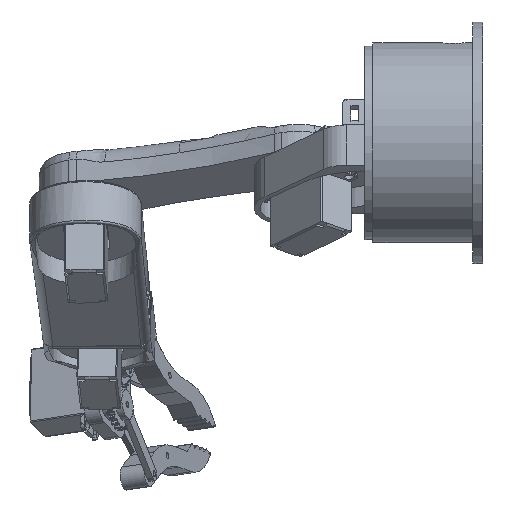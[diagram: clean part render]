
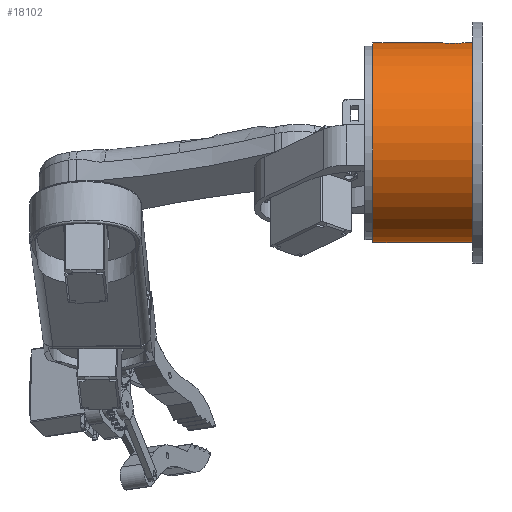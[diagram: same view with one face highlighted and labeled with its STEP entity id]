
A CAD part, left-side view. The second image highlights one B-rep face of the part: STEP entity #18102.
In plain terms, the highlighted cylindrical face has radius 50 mm (diameter 100 mm), a partial arc.
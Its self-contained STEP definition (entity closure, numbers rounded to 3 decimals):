
#177 = VERTEX_POINT ( 'NONE', #11779 ) ;
#486 = DIRECTION ( 'NONE',  ( 0., -1., 0. ) ) ;
#581 = DIRECTION ( 'NONE',  ( 0., -1., 0. ) ) ;
#971 = VERTEX_POINT ( 'NONE', #19477 ) ;
#1357 = CARTESIAN_POINT ( 'NONE',  ( -5., 15.327, 49.749 ) ) ;
#1416 = DIRECTION ( 'NONE',  ( 0., 0., 1. ) ) ;
#1519 = CARTESIAN_POINT ( 'NONE',  ( 0., 20., 50. ) ) ;
#1778 = CARTESIAN_POINT ( 'NONE',  ( -1.299, 10.161, 49.984 ) ) ;
#2068 = ORIENTED_EDGE ( 'NONE', *, *, #27999, .T. ) ;
#2114 = CARTESIAN_POINT ( 'NONE',  ( -2.215, 10.514, 49.951 ) ) ;
#2273 = CARTESIAN_POINT ( 'NONE',  ( -0.658, 10.033, 49.997 ) ) ;
#2851 = ORIENTED_EDGE ( 'NONE', *, *, #8333, .F. ) ;
#3927 = CARTESIAN_POINT ( 'NONE',  ( -2.218, 19.493, 49.952 ) ) ;
#4001 = DIRECTION ( 'NONE',  ( 0., 0., 1. ) ) ;
#4103 = CARTESIAN_POINT ( 'NONE',  ( -5., 15., 49.749 ) ) ;
#4434 = CARTESIAN_POINT ( 'NONE',  ( -4.968, 15.651, 49.753 ) ) ;
#5523 = DIRECTION ( 'NONE',  ( 0., -1., 0. ) ) ;
#6220 = DIRECTION ( 'NONE',  ( 0., 1., 0. ) ) ;
#6565 = B_SPLINE_CURVE_WITH_KNOTS ( 'NONE', 3,
 ( #4103, #1357, #4434, #16871, #14510, #6655, #9386, #6828, #17221, #27344, #24931, #7147, #3927, #14335, #22525, #24759, #11768, #17049, #22368, #1519 ),
 .UNSPECIFIED., .F., .F.,
 ( 4, 2, 2, 2, 2, 2, 2, 2, 2, 4 ),
 ( 0.016, 0.017, 0.018, 0.019, 0.02, 0.021, 0.022, 0.022, 0.022, 0.023 ),
 .UNSPECIFIED. ) ;
#6655 = CARTESIAN_POINT ( 'NONE',  ( -4.495, 17.214, 49.798 ) ) ;
#6828 = CARTESIAN_POINT ( 'NONE',  ( -3.974, 18.052, 49.842 ) ) ;
#7147 = CARTESIAN_POINT ( 'NONE',  ( -2.505, 19.339, 49.938 ) ) ;
#7180 = AXIS2_PLACEMENT_3D ( 'NONE', #25477, #33194, #12470 ) ;
#7415 = CARTESIAN_POINT ( 'NONE',  ( -3.976, 11.95, 49.842 ) ) ;
#7670 = ORIENTED_EDGE ( 'NONE', *, *, #17083, .F. ) ;
#7917 = CARTESIAN_POINT ( 'NONE',  ( -4.839, 13.701, 49.765 ) ) ;
#8246 = CARTESIAN_POINT ( 'NONE',  ( -5., 14.674, 49.749 ) ) ;
#8333 = EDGE_CURVE ( 'NONE', #971, #14022, #16960, .T. ) ;
#9386 = CARTESIAN_POINT ( 'NONE',  ( -4.34, 17.505, 49.812 ) ) ;
#9979 = CARTESIAN_POINT ( 'NONE',  ( -3.05, 11.025, 49.908 ) ) ;
#10470 = CARTESIAN_POINT ( 'NONE',  ( -4.557, 12.935, 49.792 ) ) ;
#10670 = CARTESIAN_POINT ( 'NONE',  ( 0., 5., -50. ) ) ;
#10783 = VECTOR ( 'NONE', #486, 1000. ) ;
#11768 = CARTESIAN_POINT ( 'NONE',  ( -1.135, 19.872, 49.987 ) ) ;
#11779 = CARTESIAN_POINT ( 'NONE',  ( -5., 15., 49.749 ) ) ;
#12215 = VECTOR ( 'NONE', #581, 1000. ) ;
#12470 = DIRECTION ( 'NONE',  ( 0., 0., -1. ) ) ;
#12826 = EDGE_CURVE ( 'NONE', #177, #24944, #6565, .T. ) ;
#13043 = EDGE_LOOP ( 'NONE', ( #7670, #2851, #19007, #27740, #22633, #2068, #23844 ) ) ;
#13550 = CARTESIAN_POINT ( 'NONE',  ( -4.331, 12.496, 49.812 ) ) ;
#13818 = CARTESIAN_POINT ( 'NONE',  ( 0., 55., 50. ) ) ;
#14022 = VERTEX_POINT ( 'NONE', #17262 ) ;
#14231 = CARTESIAN_POINT ( 'NONE',  ( 0., 55., 0. ) ) ;
#14279 = AXIS2_PLACEMENT_3D ( 'NONE', #14231, #17118, #1416 ) ;
#14335 = CARTESIAN_POINT ( 'NONE',  ( -1.764, 19.681, 49.969 ) ) ;
#14510 = CARTESIAN_POINT ( 'NONE',  ( -4.744, 16.612, 49.775 ) ) ;
#15963 = VECTOR ( 'NONE', #5523, 1000. ) ;
#16280 = CARTESIAN_POINT ( 'NONE',  ( 0., 20., 50. ) ) ;
#16292 = LINE ( 'NONE', #23975, #12215 ) ;
#16475 = CARTESIAN_POINT ( 'NONE',  ( 0., 5., 50. ) ) ;
#16871 = CARTESIAN_POINT ( 'NONE',  ( -4.84, 16.297, 49.765 ) ) ;
#16960 = CIRCLE ( 'NONE', #14279, 50. ) ;
#17049 = CARTESIAN_POINT ( 'NONE',  ( -0.656, 19.968, 49.997 ) ) ;
#17083 = EDGE_CURVE ( 'NONE', #14022, #24944, #32157, .T. ) ;
#17118 = DIRECTION ( 'NONE',  ( 0., 1., 0. ) ) ;
#17221 = CARTESIAN_POINT ( 'NONE',  ( -3.767, 18.304, 49.858 ) ) ;
#17262 = CARTESIAN_POINT ( 'NONE',  ( 0., 55., 50. ) ) ;
#17802 = CARTESIAN_POINT ( 'NONE',  ( -0.326, 10., 50. ) ) ;
#17992 = EDGE_CURVE ( 'NONE', #18701, #27785, #23774, .T. ) ;
#18102 = ADVANCED_FACE ( 'NONE', ( #22885 ), #33360, .T. ) ;
#18143 = CARTESIAN_POINT ( 'NONE',  ( -4.967, 14.342, 49.753 ) ) ;
#18701 = VERTEX_POINT ( 'NONE', #10670 ) ;
#19007 = ORIENTED_EDGE ( 'NONE', *, *, #19518, .T. ) ;
#19477 = CARTESIAN_POINT ( 'NONE',  ( 0., 55., -50. ) ) ;
#19518 = EDGE_CURVE ( 'NONE', #971, #18701, #26369, .T. ) ;
#20048 = CARTESIAN_POINT ( 'NONE',  ( -1.611, 10.255, 49.975 ) ) ;
#20383 = CARTESIAN_POINT ( 'NONE',  ( -3.302, 11.231, 49.891 ) ) ;
#20543 = CARTESIAN_POINT ( 'NONE',  ( -2.504, 10.669, 49.937 ) ) ;
#21055 = CARTESIAN_POINT ( 'NONE',  ( -4.486, 12.786, 49.798 ) ) ;
#22047 = CARTESIAN_POINT ( 'NONE',  ( 0., 10., 50. ) ) ;
#22368 = CARTESIAN_POINT ( 'NONE',  ( -0.331, 20., 50. ) ) ;
#22525 = CARTESIAN_POINT ( 'NONE',  ( -1.608, 19.737, 49.974 ) ) ;
#22633 = ORIENTED_EDGE ( 'NONE', *, *, #30230, .F. ) ;
#22885 = FACE_OUTER_BOUND ( 'NONE', #13043, .T. ) ;
#23446 = CARTESIAN_POINT ( 'NONE',  ( -4.247, 12.356, 49.819 ) ) ;
#23610 = CARTESIAN_POINT ( 'NONE',  ( -5., 15., 49.749 ) ) ;
#23684 = VERTEX_POINT ( 'NONE', #22047 ) ;
#23774 = CIRCLE ( 'NONE', #24512, 50. ) ;
#23844 = ORIENTED_EDGE ( 'NONE', *, *, #12826, .T. ) ;
#23975 = CARTESIAN_POINT ( 'NONE',  ( 0., 55., 50. ) ) ;
#24512 = AXIS2_PLACEMENT_3D ( 'NONE', #29991, #6220, #4001 ) ;
#24759 = CARTESIAN_POINT ( 'NONE',  ( -1.294, 19.833, 49.984 ) ) ;
#24931 = CARTESIAN_POINT ( 'NONE',  ( -3.049, 18.976, 49.908 ) ) ;
#24944 = VERTEX_POINT ( 'NONE', #16280 ) ;
#25193 = CARTESIAN_POINT ( 'NONE',  ( 0., 10., 50. ) ) ;
#25477 = CARTESIAN_POINT ( 'NONE',  ( 0., 55., 0. ) ) ;
#26369 = LINE ( 'NONE', #31714, #15963 ) ;
#26535 = CARTESIAN_POINT ( 'NONE',  ( -4.745, 13.39, 49.775 ) ) ;
#27344 = CARTESIAN_POINT ( 'NONE',  ( -3.306, 18.765, 49.891 ) ) ;
#27740 = ORIENTED_EDGE ( 'NONE', *, *, #17992, .T. ) ;
#27785 = VERTEX_POINT ( 'NONE', #16475 ) ;
#27999 = EDGE_CURVE ( 'NONE', #23684, #177, #29564, .T. ) ;
#29564 = B_SPLINE_CURVE_WITH_KNOTS ( 'NONE', 3,
 ( #25193, #17802, #2273, #1778, #20048, #30528, #2114, #20543, #31042, #9979, #20383, #30869, #7415, #23446, #13550, #21055, #10470, #26535, #7917, #18143, #8246, #23610 ),
 .UNSPECIFIED., .F., .F.,
 ( 4, 2, 2, 2, 2, 2, 2, 2, 2, 2, 4 ),
 ( 0.008, 0.009, 0.01, 0.01, 0.011, 0.012, 0.013, 0.013, 0.014, 0.015, 0.016 ),
 .UNSPECIFIED. ) ;
#29991 = CARTESIAN_POINT ( 'NONE',  ( 0., 5., 0. ) ) ;
#30230 = EDGE_CURVE ( 'NONE', #23684, #27785, #16292, .T. ) ;
#30528 = CARTESIAN_POINT ( 'NONE',  ( -2.065, 10.443, 49.958 ) ) ;
#30869 = CARTESIAN_POINT ( 'NONE',  ( -3.769, 11.698, 49.858 ) ) ;
#31042 = CARTESIAN_POINT ( 'NONE',  ( -2.644, 10.753, 49.93 ) ) ;
#31714 = CARTESIAN_POINT ( 'NONE',  ( 0., 55., -50. ) ) ;
#32157 = LINE ( 'NONE', #13818, #10783 ) ;
#33194 = DIRECTION ( 'NONE',  ( 0., -1., 0. ) ) ;
#33360 = CYLINDRICAL_SURFACE ( 'NONE', #7180, 50. ) ;
